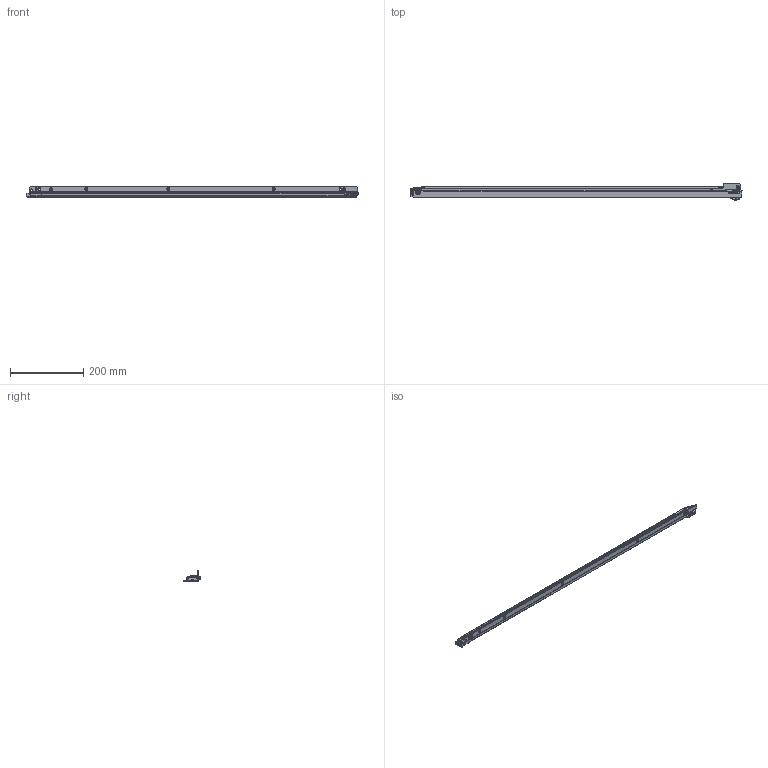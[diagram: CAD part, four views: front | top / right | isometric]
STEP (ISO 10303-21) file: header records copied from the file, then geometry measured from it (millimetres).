
FILE_DESCRIPTION (( 'STEP AP214' ), '1' );
FILE_NAME ('FR_2071.0900mm_36inch_closed_right.STEP', '2022-11-15T09:29:31', ( '' ), ( '' ), 'SwSTEP 2.0', 'SolidWorks 2020', '' );
FILE_SCHEMA (( 'AUTOMOTIVE_DESIGN' ));
Length unit declared in the file: millimetre
Products named in the file (16): KR-063 Softrollenring; 2071.XXX-03.0000.re_NL  900; KR-063 Softrolle_KR-063 Rundkopfvernietet Mat. 2mm; KR-064 Softrollenring_KR-064; bkr064_Rundkopfvernietet Mat. 2mm; 2071.XXX-01.0000.re_NL  900; KR-064 Softrolle_KR-064 Rundkopfvernietet Mat. 2mm; FR_2071.0900mm_36inch_closed_right; bkr063_Rundkopfvernietet Mat. 2mm; AG-020; IV-Scheibe 12-4,5-1,0_ › 10 - ›3,5 - 1,0; KR-064 Laufring_KR-064; KR-063 Laufring_KR-063; DIN 9021 A_M  3    - › 9,0 - ›3,2 - 0,8
Assembly tree (15 placements, depth 4):
  FR_2071.0900mm_36inch_closed_right
    2071.XXX-01.0000.re_NL  900
      2071.XXX-01.0000.re_NL  900
      KR-063 Softrolle_KR-063 Rundkopfvernietet Mat. 2mm
        KR-063 Laufring_KR-063
        KR-063 Softrollenring
        bkr063_Rundkopfvernietet Mat. 2mm
        IV-Scheibe 12-4,5-1,0_ › 10 - ›3,5 - 1,0
      AG-020
    2071.XXX-03.0000.re_NL  900
      2071.XXX-03.0000.re_NL  900
      KR-064 Softrolle_KR-064 Rundkopfvernietet Mat. 2mm
        KR-064 Laufring_KR-064
        KR-064 Softrollenring_KR-064
        bkr064_Rundkopfvernietet Mat. 2mm
        DIN 9021 A_M  3    - › 9,0 - ›3,2 - 0,8
Bounding box: 906.63 x 45.35 x 27.83 mm (x, y, z)
Volume: 161867.3 mm3; surface area: 171481.2 mm2
Topology: 11 solids, 11 shells, 785 faces, 1890 edges, 1156 vertices
Faces by surface type: cylinder 312, plane 270, torus 92, cone 71, bspline 32, sphere 8
Entity records: 24947 total; most frequent: CARTESIAN_POINT 5668, DIRECTION 4151, ORIENTED_EDGE 3766, EDGE_CURVE 1883, AXIS2_PLACEMENT_3D 1683, VERTEX_POINT 1156, EDGE_LOOP 929, CIRCLE 908
